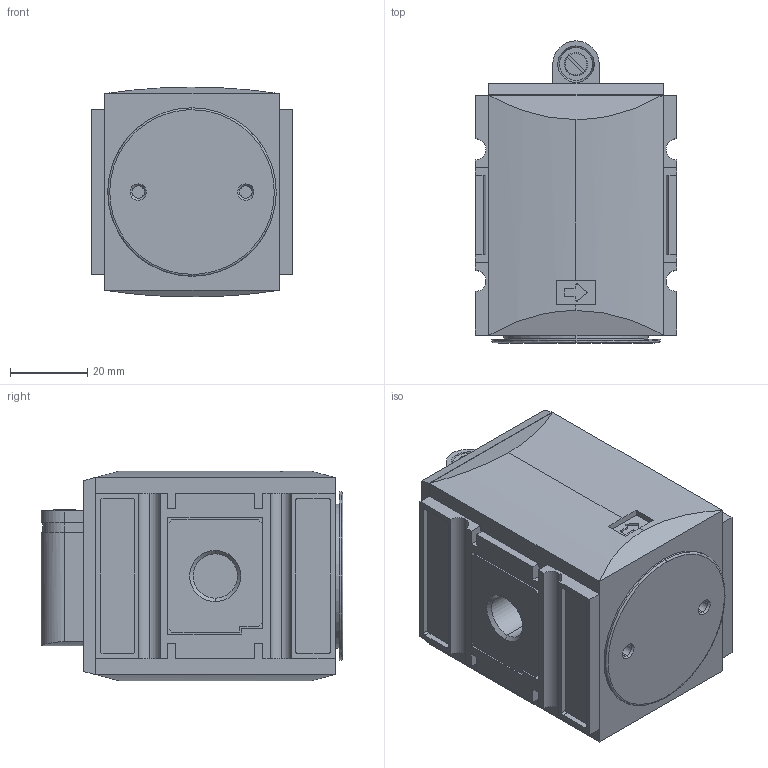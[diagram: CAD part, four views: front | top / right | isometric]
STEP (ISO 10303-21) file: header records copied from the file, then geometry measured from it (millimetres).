
FILE_DESCRIPTION (( 'STEP AP214' ), '1' );
FILE_NAME ('KN-KSSV114.STEP', '2018-08-29T11:45:37', ( '' ), ( '' ), 'SwSTEP 2.0', 'SolidWorks 2018', '' );
FILE_SCHEMA (( 'AUTOMOTIVE_DESIGN' ));
Length unit declared in the file: millimetre
Products named in the file (1): KN-KSSV114
Bounding box: 52 x 78 x 54.19 mm (x, y, z)
Volume: 171467.7 mm3; surface area: 24346.3 mm2
Topology: 1 solids, 1 shells, 256 faces, 656 edges, 427 vertices
Faces by surface type: plane 171, cylinder 63, cone 17, bspline 5
Entity records: 10876 total; most frequent: CARTESIAN_POINT 1741, ORIENTED_EDGE 1312, DIRECTION 1288, EDGE_CURVE 656, LINE 480, VECTOR 480, VERTEX_POINT 427, AXIS2_PLACEMENT_3D 404
